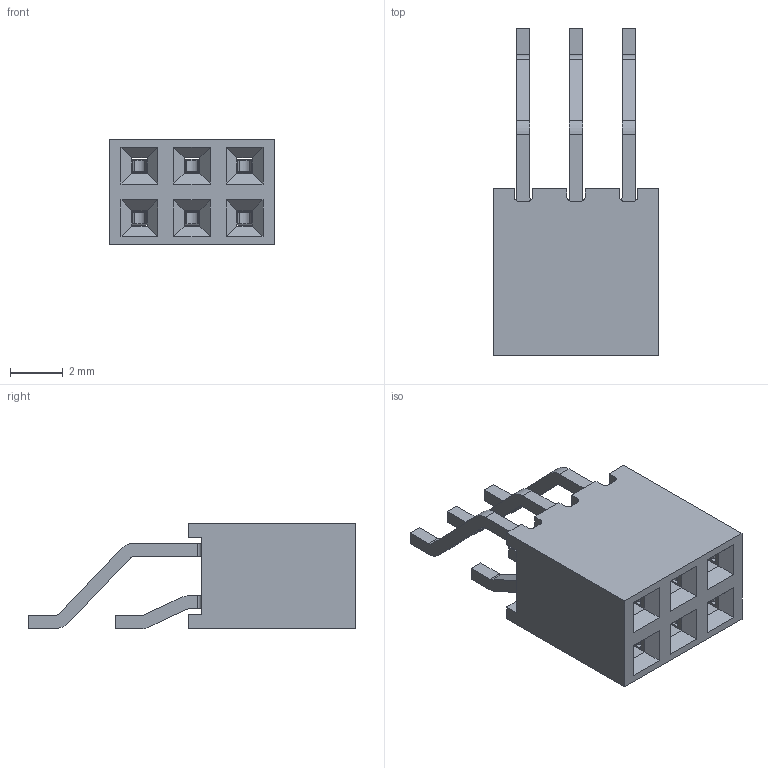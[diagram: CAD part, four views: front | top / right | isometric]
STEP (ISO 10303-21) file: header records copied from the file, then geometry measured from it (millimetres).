
FILE_DESCRIPTION(/* description */ ('Unknown'),/* implementation_level */ '2;1');
FILE_NAME(/* name */ '621106284621',/* time_stamp */ '2017-04-20T10:40:46+02:00',/* author */ ('Unknown'),/* organization */ ('Unknown'),/* preprocessor_version */ 'ST-DEVELOPER v16.7',/* originating_system */ 'DEX',/* authorisation */ $);
FILE_SCHEMA (('AUTOMOTIVE_DESIGN {1 0 10303 214 3 1 1}'));
Length unit declared in the file: millimetre
Products named in the file (4): 6211xx284621; 621106284621; 6211xx284621_PIN COURTE; 6211xx284621_PIN LONGUE
Assembly tree (7 placements, depth 2):
  6211xx284621
    621106284621
    6211xx284621_PIN COURTE  x3
    6211xx284621_PIN LONGUE  x3
Bounding box: 6.3 x 12.45 x 4 mm (x, y, z)
Volume: 142.9 mm3; surface area: 499.2 mm2
Topology: 7 solids, 7 shells, 616 faces, 1752 edges, 1144 vertices
Faces by surface type: plane 442, cylinder 174
Entity records: 11006 total; most frequent: CARTESIAN_POINT 1928, ORIENTED_EDGE 1920, DIRECTION 1804, EDGE_CURVE 960, LINE 820, VECTOR 820, VERTEX_POINT 616, AXIS2_PLACEMENT_3D 492
